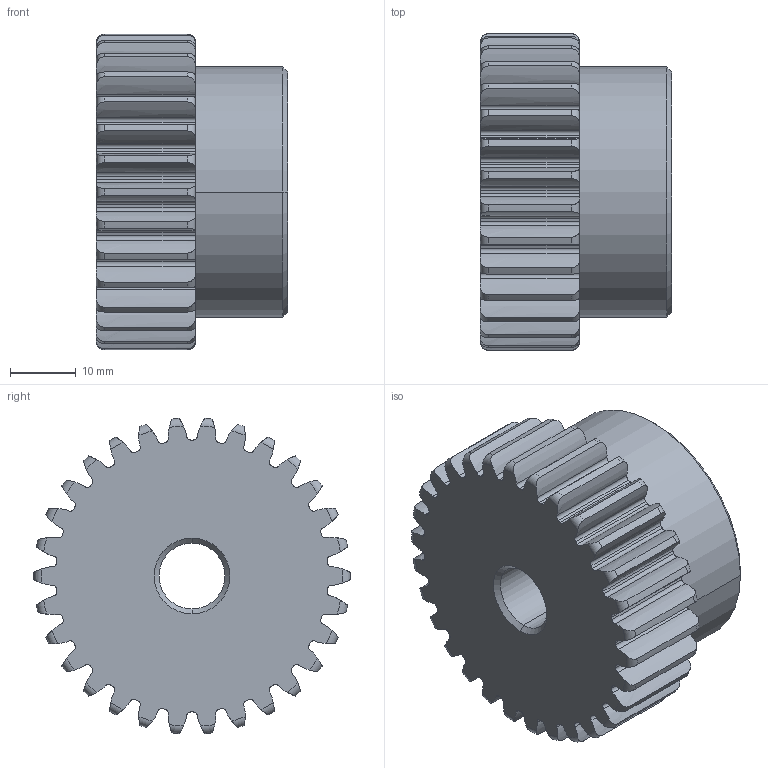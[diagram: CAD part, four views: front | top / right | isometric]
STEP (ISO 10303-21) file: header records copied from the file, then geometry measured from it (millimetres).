
FILE_DESCRIPTION((''),'2;1');
FILE_NAME('SUS1_5-30','2019-09-08T',('SYSTEM'),(''),'PRO/ENGINEER BY PARAMETRIC TECHNOLOGY CORPORATION, 2016360','PRO/ENGINEER BY PARAMETRIC TECHNOLOGY CORPORATION, 2016360','');
FILE_SCHEMA(('AUTOMOTIVE_DESIGN { 1 0 10303 214 1 1 1 1 }'));
Length unit declared in the file: millimetre
Products named in the file (1): SUS1_5-30
Bounding box: 29 x 48 x 47.84 mm (x, y, z)
Volume: 37119.1 mm3; surface area: 9609.5 mm2
Topology: 1 solids, 1 shells, 253 faces, 748 edges, 498 vertices
Faces by surface type: cylinder 124, torus 60, extrusion 60, cone 6, plane 3
Entity records: 12507 total; most frequent: CARTESIAN_POINT 5745, ORIENTED_EDGE 1496, DIRECTION 1270, EDGE_CURVE 748, AXIS2_PLACEMENT_3D 509, VERTEX_POINT 498, CIRCLE 316, B_SPLINE_CURVE_WITH_KNOTS 300
